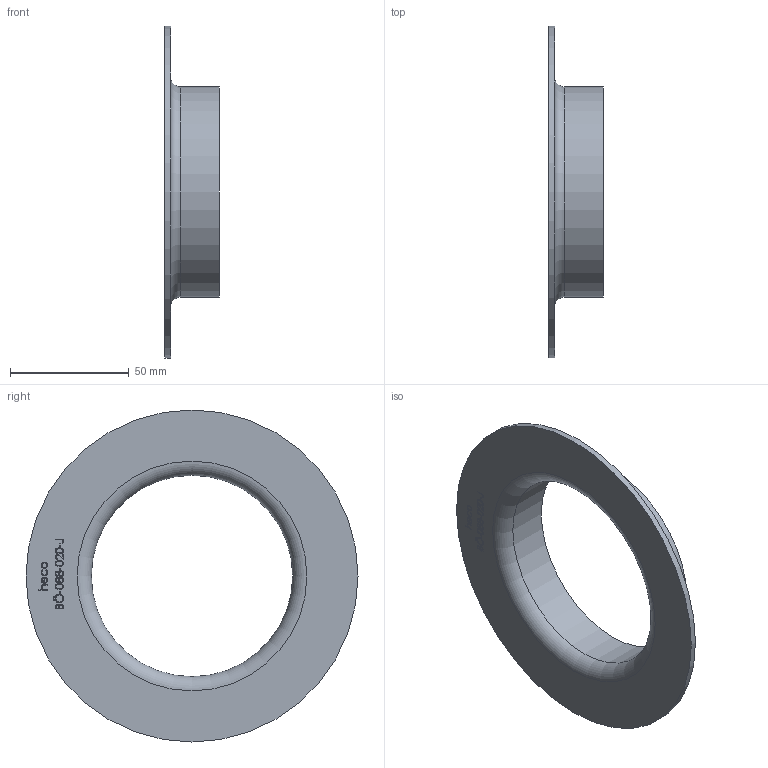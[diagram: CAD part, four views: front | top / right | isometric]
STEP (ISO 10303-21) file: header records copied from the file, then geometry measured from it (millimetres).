
FILE_DESCRIPTION (( 'STEP AP214' ), '1' );
FILE_NAME ('BÖ-088-020-J Vorschweissbördel heco.STEP', '2015-05-12T09:37:00', ( 'test' ), ( '' ), 'SwSTEP 2.0', 'SolidWorks 2011', '' );
FILE_SCHEMA (( 'AUTOMOTIVE_DESIGN' ));
Length unit declared in the file: millimetre
Products named in the file (1): BÖ-088-020-J Vorschweissbördel heco
Bounding box: 23 x 140 x 140 mm (x, y, z)
Volume: 34363.7 mm3; surface area: 31366.2 mm2
Topology: 1 solids, 1 shells, 214 faces, 542 edges, 361 vertices
Faces by surface type: bspline 132, plane 77, cylinder 3, torus 2
Full cylindrical faces by diameter (mm): 84.9 x1, 88.9 x1, 140 x1
Entity records: 16400 total; most frequent: CARTESIAN_POINT 9771, ORIENTED_EDGE 1072, EDGE_CURVE 536, DIRECTION 446, VERTEX_POINT 360, VECTOR 264, LINE 264, B_SPLINE_CURVE_WITH_KNOTS 264
